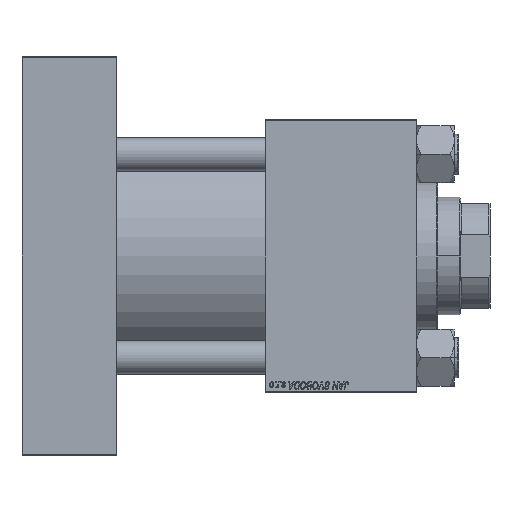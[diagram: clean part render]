
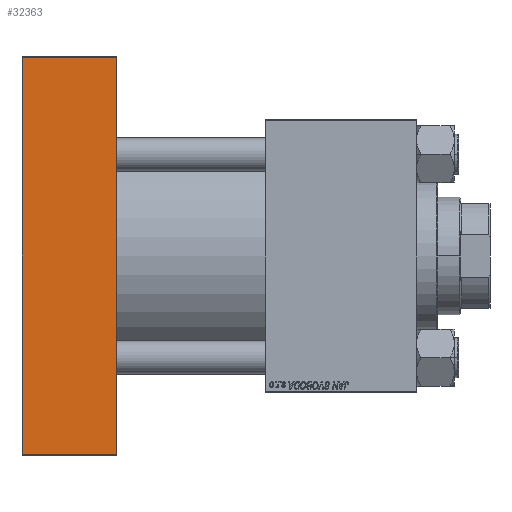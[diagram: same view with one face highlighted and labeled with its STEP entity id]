
A CAD part, front view. The second image highlights one B-rep face of the part: STEP entity #32363.
In plain terms, the highlighted planar face has unit normal (0, -1, 0).
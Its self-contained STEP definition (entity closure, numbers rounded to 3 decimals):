
#2123 = LINE ( 'NONE', #19424, #45054 ) ;
#2251 = DIRECTION ( 'NONE',  ( 0., 0., 1. ) ) ;
#2562 = CARTESIAN_POINT ( 'NONE',  ( 45., -65., 94.5 ) ) ;
#2713 = CARTESIAN_POINT ( 'NONE',  ( 45., -65., -94.5 ) ) ;
#3582 = CARTESIAN_POINT ( 'NONE',  ( 0., -65., 94.5 ) ) ;
#4390 = ORIENTED_EDGE ( 'NONE', *, *, #39857, .T. ) ;
#6259 = CARTESIAN_POINT ( 'NONE',  ( 45., -65., 95. ) ) ;
#10358 = EDGE_LOOP ( 'NONE', ( #33204, #35227, #51743, #4390 ) ) ;
#12068 = VECTOR ( 'NONE', #39406, 1000. ) ;
#12138 = CARTESIAN_POINT ( 'NONE',  ( 45., -65., 94.5 ) ) ;
#13671 = VERTEX_POINT ( 'NONE', #24050 ) ;
#16351 = VERTEX_POINT ( 'NONE', #2562 ) ;
#18232 = FACE_OUTER_BOUND ( 'NONE', #10358, .T. ) ;
#19424 = CARTESIAN_POINT ( 'NONE',  ( 0., -65., 95. ) ) ;
#20240 = EDGE_CURVE ( 'NONE', #13671, #31816, #46853, .T. ) ;
#20948 = AXIS2_PLACEMENT_3D ( 'NONE', #6259, #22470, #2251 ) ;
#22470 = DIRECTION ( 'NONE',  ( 0., 1., 0. ) ) ;
#24050 = CARTESIAN_POINT ( 'NONE',  ( 0., -65., -94.5 ) ) ;
#24274 = DIRECTION ( 'NONE',  ( 0., 0., -1. ) ) ;
#26462 = PLANE ( 'NONE',  #20948 ) ;
#30640 = CARTESIAN_POINT ( 'NONE',  ( 45., -65., -94.5 ) ) ;
#31816 = VERTEX_POINT ( 'NONE', #30640 ) ;
#32363 = ADVANCED_FACE ( 'NONE', ( #18232 ), #26462, .F. ) ;
#32502 = CARTESIAN_POINT ( 'NONE',  ( 45., -65., 95. ) ) ;
#33204 = ORIENTED_EDGE ( 'NONE', *, *, #50433, .T. ) ;
#33361 = DIRECTION ( 'NONE',  ( -1., 0., 0. ) ) ;
#35227 = ORIENTED_EDGE ( 'NONE', *, *, #20240, .T. ) ;
#37096 = LINE ( 'NONE', #12138, #43144 ) ;
#39406 = DIRECTION ( 'NONE',  ( 1., 0., 0. ) ) ;
#39703 = LINE ( 'NONE', #32502, #45090 ) ;
#39857 = EDGE_CURVE ( 'NONE', #16351, #50167, #37096, .T. ) ;
#43144 = VECTOR ( 'NONE', #33361, 1000. ) ;
#45054 = VECTOR ( 'NONE', #47323, 1000. ) ;
#45090 = VECTOR ( 'NONE', #24274, 1000. ) ;
#46853 = LINE ( 'NONE', #2713, #12068 ) ;
#47323 = DIRECTION ( 'NONE',  ( 0., 0., -1. ) ) ;
#50167 = VERTEX_POINT ( 'NONE', #3582 ) ;
#50433 = EDGE_CURVE ( 'NONE', #50167, #13671, #2123, .T. ) ;
#51743 = ORIENTED_EDGE ( 'NONE', *, *, #52396, .F. ) ;
#52396 = EDGE_CURVE ( 'NONE', #16351, #31816, #39703, .T. ) ;
